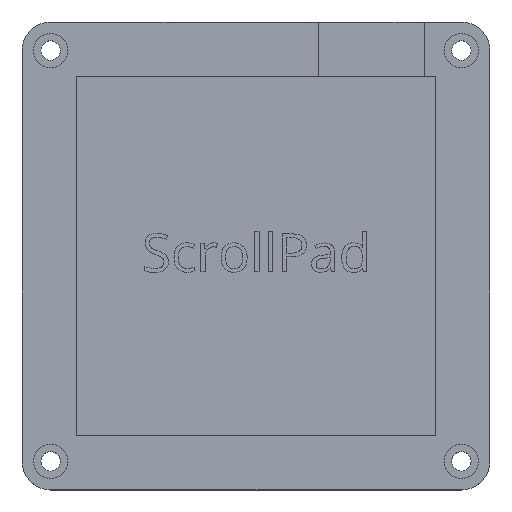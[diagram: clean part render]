
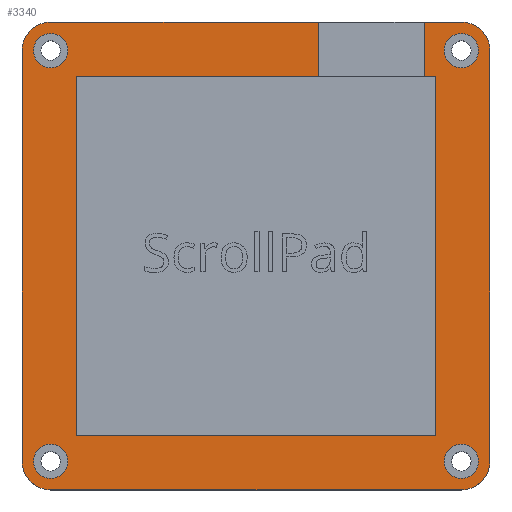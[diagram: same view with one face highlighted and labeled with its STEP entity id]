
A CAD part, top view. The second image highlights one B-rep face of the part: STEP entity #3340.
In plain terms, the highlighted planar face has unit normal (0, 0, 1).
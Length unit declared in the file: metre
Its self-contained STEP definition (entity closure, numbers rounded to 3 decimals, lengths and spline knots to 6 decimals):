
#318=LINE('',#4718,#594);
#322=LINE('',#4727,#598);
#326=LINE('',#4735,#602);
#332=LINE('',#4749,#608);
#335=LINE('',#4755,#611);
#339=LINE('',#4764,#615);
#341=LINE('',#4767,#617);
#344=LINE('',#4773,#620);
#345=LINE('',#4795,#621);
#346=LINE('',#4797,#622);
#350=LINE('',#4808,#626);
#351=LINE('',#4809,#627);
#594=VECTOR('',#3830,1.);
#598=VECTOR('',#3834,1.);
#602=VECTOR('',#3840,1.);
#608=VECTOR('',#3848,1.);
#611=VECTOR('',#3853,1.);
#615=VECTOR('',#3859,1.);
#617=VECTOR('',#3861,1.);
#620=VECTOR('',#3866,1.);
#621=VECTOR('',#3893,1.);
#622=VECTOR('',#3896,1.);
#626=VECTOR('',#3906,1.);
#627=VECTOR('',#3907,1.);
#847=PLANE('',#3619);
#1089=ORIENTED_EDGE('',*,*,#2059,.T.);
#1090=ORIENTED_EDGE('',*,*,#2085,.T.);
#1091=ORIENTED_EDGE('',*,*,#2081,.F.);
#1092=ORIENTED_EDGE('',*,*,#2086,.T.);
#1093=ORIENTED_EDGE('',*,*,#2045,.F.);
#1094=ORIENTED_EDGE('',*,*,#2087,.T.);
#1095=ORIENTED_EDGE('',*,*,#2068,.T.);
#1096=ORIENTED_EDGE('',*,*,#2071,.T.);
#1097=ORIENTED_EDGE('',*,*,#2080,.F.);
#1098=ORIENTED_EDGE('',*,*,#2062,.F.);
#1099=ORIENTED_EDGE('',*,*,#2066,.T.);
#1100=ORIENTED_EDGE('',*,*,#2088,.F.);
#1101=ORIENTED_EDGE('',*,*,#2049,.F.);
#1102=ORIENTED_EDGE('',*,*,#2089,.T.);
#1103=ORIENTED_EDGE('',*,*,#2053,.T.);
#1104=ORIENTED_EDGE('',*,*,#2090,.T.);
#1105=ORIENTED_EDGE('',*,*,#2078,.F.);
#1106=ORIENTED_EDGE('',*,*,#2076,.F.);
#1107=ORIENTED_EDGE('',*,*,#2074,.F.);
#1108=ORIENTED_EDGE('',*,*,#2072,.F.);
#2045=EDGE_CURVE('',#2549,#2550,#318,.T.);
#2049=EDGE_CURVE('',#2553,#2554,#322,.T.);
#2053=EDGE_CURVE('',#2557,#2558,#326,.T.);
#2059=EDGE_CURVE('',#2564,#2563,#332,.T.);
#2062=EDGE_CURVE('',#2565,#2566,#335,.T.);
#2066=EDGE_CURVE('',#2565,#2569,#339,.T.);
#2068=EDGE_CURVE('',#2571,#2570,#341,.T.);
#2071=EDGE_CURVE('',#2570,#2572,#344,.T.);
#2072=EDGE_CURVE('',#2573,#2573,#2787,.T.);
#2074=EDGE_CURVE('',#2575,#2575,#2789,.T.);
#2076=EDGE_CURVE('',#2577,#2577,#2791,.T.);
#2078=EDGE_CURVE('',#2579,#2579,#2793,.T.);
#2080=EDGE_CURVE('',#2566,#2572,#345,.T.);
#2081=EDGE_CURVE('',#2581,#2582,#346,.T.);
#2085=EDGE_CURVE('',#2563,#2582,#2795,.T.);
#2086=EDGE_CURVE('',#2581,#2550,#2796,.T.);
#2087=EDGE_CURVE('',#2549,#2571,#350,.T.);
#2088=EDGE_CURVE('',#2554,#2569,#351,.T.);
#2089=EDGE_CURVE('',#2553,#2557,#2797,.T.);
#2090=EDGE_CURVE('',#2558,#2564,#2798,.T.);
#2549=VERTEX_POINT('',#4719);
#2550=VERTEX_POINT('',#4720);
#2553=VERTEX_POINT('',#4726);
#2554=VERTEX_POINT('',#4728);
#2557=VERTEX_POINT('',#4736);
#2558=VERTEX_POINT('',#4737);
#2563=VERTEX_POINT('',#4748);
#2564=VERTEX_POINT('',#4750);
#2565=VERTEX_POINT('',#4754);
#2566=VERTEX_POINT('',#4756);
#2569=VERTEX_POINT('',#4763);
#2570=VERTEX_POINT('',#4766);
#2571=VERTEX_POINT('',#4768);
#2572=VERTEX_POINT('',#4772);
#2573=VERTEX_POINT('',#4776);
#2575=VERTEX_POINT('',#4781);
#2577=VERTEX_POINT('',#4786);
#2579=VERTEX_POINT('',#4791);
#2581=VERTEX_POINT('',#4798);
#2582=VERTEX_POINT('',#4799);
#2787=CIRCLE('',#3606,0.003);
#2789=CIRCLE('',#3609,0.003);
#2791=CIRCLE('',#3612,0.003);
#2793=CIRCLE('',#3615,0.003);
#2795=CIRCLE('',#3620,0.005);
#2796=CIRCLE('',#3621,0.005);
#2797=CIRCLE('',#3622,0.005);
#2798=CIRCLE('',#3623,0.005);
#2859=EDGE_LOOP('',(#1089,#1090,#1091,#1092,#1093,#1094,#1095,#1096,#1097,
#1098,#1099,#1100,#1101,#1102,#1103,#1104));
#2860=EDGE_LOOP('',(#1105));
#2861=EDGE_LOOP('',(#1106));
#2862=EDGE_LOOP('',(#1107));
#2863=EDGE_LOOP('',(#1108));
#3095=FACE_BOUND('',#2859,.T.);
#3096=FACE_BOUND('',#2860,.T.);
#3097=FACE_BOUND('',#2861,.T.);
#3098=FACE_BOUND('',#2862,.T.);
#3099=FACE_BOUND('',#2863,.T.);
#3340=ADVANCED_FACE('',(#3095,#3096,#3097,#3098,#3099),#847,.T.);
#3606=AXIS2_PLACEMENT_3D('',#4775,#3869,#3870);
#3609=AXIS2_PLACEMENT_3D('',#4780,#3875,#3876);
#3612=AXIS2_PLACEMENT_3D('',#4785,#3881,#3882);
#3615=AXIS2_PLACEMENT_3D('',#4790,#3887,#3888);
#3619=AXIS2_PLACEMENT_3D('',#4805,#3900,#3901);
#3620=AXIS2_PLACEMENT_3D('',#4806,#3902,#3903);
#3621=AXIS2_PLACEMENT_3D('',#4807,#3904,#3905);
#3622=AXIS2_PLACEMENT_3D('',#4810,#3908,#3909);
#3623=AXIS2_PLACEMENT_3D('',#4811,#3910,#3911);
#3830=DIRECTION('',(1.,0.,0.));
#3834=DIRECTION('',(1.,0.,0.));
#3840=DIRECTION('',(0.,-1.,0.));
#3848=DIRECTION('',(1.,0.,0.));
#3853=DIRECTION('',(0.,-1.,0.));
#3859=DIRECTION('',(1.,0.,0.));
#3861=DIRECTION('',(1.,0.,0.));
#3866=DIRECTION('',(0.,-1.,0.));
#3869=DIRECTION('',(0.,0.,1.));
#3870=DIRECTION('',(1.,0.,0.));
#3875=DIRECTION('',(0.,0.,1.));
#3876=DIRECTION('',(1.,0.,0.));
#3881=DIRECTION('',(0.,0.,1.));
#3882=DIRECTION('',(1.,0.,0.));
#3887=DIRECTION('',(0.,0.,1.));
#3888=DIRECTION('',(1.,0.,0.));
#3893=DIRECTION('',(1.,0.,0.));
#3896=DIRECTION('',(0.,-1.,0.));
#3900=DIRECTION('',(0.,0.,1.));
#3901=DIRECTION('',(1.,0.,0.));
#3902=DIRECTION('',(0.,0.,1.));
#3903=DIRECTION('',(1.,0.,0.));
#3904=DIRECTION('',(0.,0.,1.));
#3905=DIRECTION('',(1.,0.,0.));
#3906=DIRECTION('',(0.,-1.,0.));
#3907=DIRECTION('',(0.,-1.,0.));
#3908=DIRECTION('',(0.,0.,1.));
#3909=DIRECTION('',(1.,0.,0.));
#3910=DIRECTION('',(0.,0.,1.));
#3911=DIRECTION('',(1.,0.,0.));
#4718=CARTESIAN_POINT('',(0.,0.040956,0.013));
#4719=CARTESIAN_POINT('',(0.029445,0.040956,0.013));
#4720=CARTESIAN_POINT('',(0.035956,0.040956,0.013));
#4726=CARTESIAN_POINT('',(-0.035956,0.040956,0.013));
#4727=CARTESIAN_POINT('',(0.,0.040956,0.013));
#4728=CARTESIAN_POINT('',(0.010945,0.040956,0.013));
#4735=CARTESIAN_POINT('',(-0.040956,0.,0.013));
#4736=CARTESIAN_POINT('',(-0.040956,0.035956,0.013));
#4737=CARTESIAN_POINT('',(-0.040956,-0.035956,0.013));
#4748=CARTESIAN_POINT('',(0.035956,-0.040956,0.013));
#4749=CARTESIAN_POINT('',(0.,-0.040956,0.013));
#4750=CARTESIAN_POINT('',(-0.035956,-0.040956,0.013));
#4754=CARTESIAN_POINT('',(-0.031456,0.031456,0.013));
#4755=CARTESIAN_POINT('',(-0.031456,0.,0.013));
#4756=CARTESIAN_POINT('',(-0.031456,-0.031456,0.013));
#4763=CARTESIAN_POINT('',(0.010945,0.031456,0.013));
#4764=CARTESIAN_POINT('',(0.,0.031456,0.013));
#4766=CARTESIAN_POINT('',(0.031456,0.031456,0.013));
#4767=CARTESIAN_POINT('',(0.,0.031456,0.013));
#4768=CARTESIAN_POINT('',(0.029445,0.031456,0.013));
#4772=CARTESIAN_POINT('',(0.031456,-0.031456,0.013));
#4773=CARTESIAN_POINT('',(0.031456,0.,0.013));
#4775=CARTESIAN_POINT('',(0.035956,-0.035956,0.013));
#4776=CARTESIAN_POINT('',(0.038956,-0.035956,0.013));
#4780=CARTESIAN_POINT('',(0.035956,0.035956,0.013));
#4781=CARTESIAN_POINT('',(0.038956,0.035956,0.013));
#4785=CARTESIAN_POINT('',(-0.035956,0.035956,0.013));
#4786=CARTESIAN_POINT('',(-0.032956,0.035956,0.013));
#4790=CARTESIAN_POINT('',(-0.035956,-0.035956,0.013));
#4791=CARTESIAN_POINT('',(-0.032956,-0.035956,0.013));
#4795=CARTESIAN_POINT('',(0.,-0.031456,0.013));
#4797=CARTESIAN_POINT('',(0.040956,0.,0.013));
#4798=CARTESIAN_POINT('',(0.040956,0.035956,0.013));
#4799=CARTESIAN_POINT('',(0.040956,-0.035956,0.013));
#4805=CARTESIAN_POINT('',(0.,0.,0.013));
#4806=CARTESIAN_POINT('',(0.035956,-0.035956,0.013));
#4807=CARTESIAN_POINT('',(0.035956,0.035956,0.013));
#4808=CARTESIAN_POINT('',(0.029445,0.036206,0.013));
#4809=CARTESIAN_POINT('',(0.010945,0.036206,0.013));
#4810=CARTESIAN_POINT('',(-0.035956,0.035956,0.013));
#4811=CARTESIAN_POINT('',(-0.035956,-0.035956,0.013));
